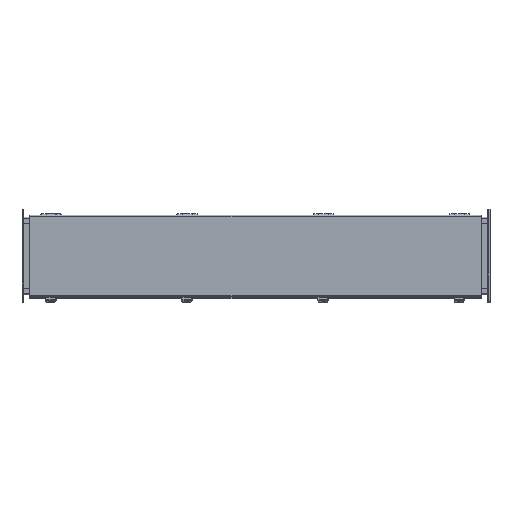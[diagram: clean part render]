
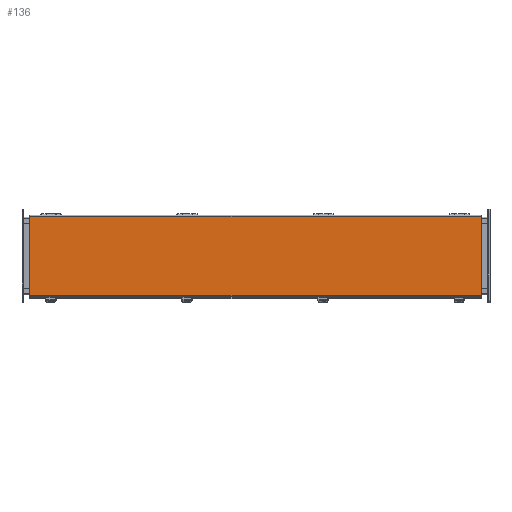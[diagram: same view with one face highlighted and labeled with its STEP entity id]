
A CAD part, top view. The second image highlights one B-rep face of the part: STEP entity #136.
In plain terms, the highlighted planar face has unit normal (0, 0, 1).
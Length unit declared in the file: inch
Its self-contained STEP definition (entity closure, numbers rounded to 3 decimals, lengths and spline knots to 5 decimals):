
#136 = ADVANCED_FACE ( 'NONE', ( #1197 ), #23118, .T. ) ;
#216 = LINE ( 'NONE', #5311, #2377 ) ;
#459 = DIRECTION ( 'NONE',  ( 0., -1., 0. ) ) ;
#779 = VERTEX_POINT ( 'NONE', #14276 ) ;
#1188 = VECTOR ( 'NONE', #6620, 39.37008 ) ;
#1197 = FACE_OUTER_BOUND ( 'NONE', #12224, .T. ) ;
#1596 = VECTOR ( 'NONE', #459, 39.37008 ) ;
#1952 = EDGE_CURVE ( 'NONE', #779, #19622, #3522, .T. ) ;
#1980 = ORIENTED_EDGE ( 'NONE', *, *, #17105, .T. ) ;
#2377 = VECTOR ( 'NONE', #9258, 39.37008 ) ;
#2698 = CARTESIAN_POINT ( 'NONE',  ( 23.25, 4.0785, 8.172 ) ) ;
#2791 = CARTESIAN_POINT ( 'NONE',  ( -23.218, -4.0805, 8.172 ) ) ;
#3236 = LINE ( 'NONE', #21410, #1188 ) ;
#3522 = LINE ( 'NONE', #10867, #1596 ) ;
#5311 = CARTESIAN_POINT ( 'NONE',  ( -23.218, -4.0805, 8.172 ) ) ;
#6541 = LINE ( 'NONE', #13926, #7133 ) ;
#6620 = DIRECTION ( 'NONE',  ( 0., 1., 0. ) ) ;
#6780 = VERTEX_POINT ( 'NONE', #20450 ) ;
#7133 = VECTOR ( 'NONE', #21346, 39.37008 ) ;
#8534 = DIRECTION ( 'NONE',  ( 1., 0., 0. ) ) ;
#9258 = DIRECTION ( 'NONE',  ( 1., 0., 0. ) ) ;
#9940 = ORIENTED_EDGE ( 'NONE', *, *, #1952, .T. ) ;
#10855 = EDGE_CURVE ( 'NONE', #6780, #13801, #3236, .T. ) ;
#10867 = CARTESIAN_POINT ( 'NONE',  ( -23.218, -4.1885, 8.172 ) ) ;
#12224 = EDGE_LOOP ( 'NONE', ( #9940, #21076, #16512, #1980 ) ) ;
#13801 = VERTEX_POINT ( 'NONE', #2698 ) ;
#13926 = CARTESIAN_POINT ( 'NONE',  ( -23.218, 4.0785, 8.172 ) ) ;
#14245 = CARTESIAN_POINT ( 'NONE',  ( -23.218, -4.1885, 8.172 ) ) ;
#14276 = CARTESIAN_POINT ( 'NONE',  ( -23.218, 4.0785, 8.172 ) ) ;
#16512 = ORIENTED_EDGE ( 'NONE', *, *, #10855, .T. ) ;
#17105 = EDGE_CURVE ( 'NONE', #13801, #779, #6541, .T. ) ;
#19622 = VERTEX_POINT ( 'NONE', #2791 ) ;
#20450 = CARTESIAN_POINT ( 'NONE',  ( 23.25, -4.0805, 8.172 ) ) ;
#21076 = ORIENTED_EDGE ( 'NONE', *, *, #22011, .T. ) ;
#21346 = DIRECTION ( 'NONE',  ( -1., 0., 0. ) ) ;
#21410 = CARTESIAN_POINT ( 'NONE',  ( 23.25, -4.1885, 8.172 ) ) ;
#21700 = AXIS2_PLACEMENT_3D ( 'NONE', #14245, #23345, #8534 ) ;
#22011 = EDGE_CURVE ( 'NONE', #19622, #6780, #216, .T. ) ;
#23118 = PLANE ( 'NONE',  #21700 ) ;
#23345 = DIRECTION ( 'NONE',  ( 0., 0., 1. ) ) ;
